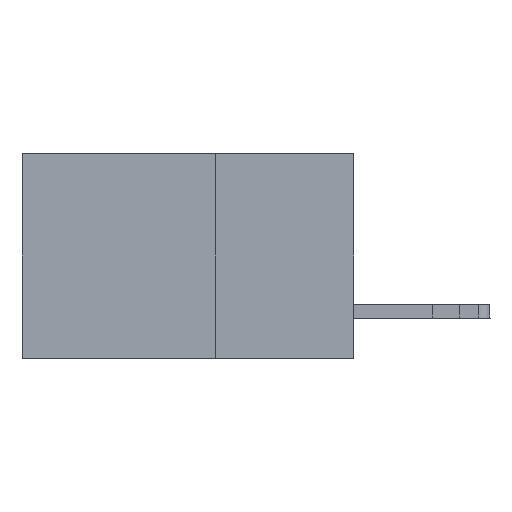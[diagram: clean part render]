
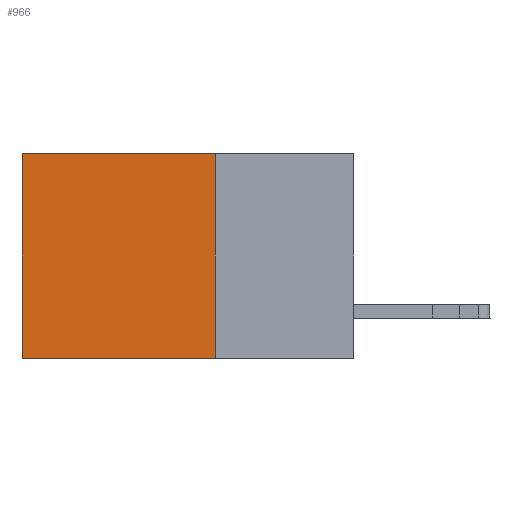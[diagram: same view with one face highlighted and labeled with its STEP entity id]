
A CAD part, left-side view. The second image highlights one B-rep face of the part: STEP entity #966.
In plain terms, the highlighted planar face has unit normal (-1, 0, 0).
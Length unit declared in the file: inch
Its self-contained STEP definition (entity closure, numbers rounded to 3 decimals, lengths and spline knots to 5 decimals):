
#202 = CARTESIAN_POINT ( 'NONE',  ( 0.2875, 0.25, -0.37 ) ) ;
#966 = ADVANCED_FACE ( 'NONE', ( #9199 ), #6739, .F. ) ;
#1492 = EDGE_CURVE ( 'NONE', #7585, #9945, #17305, .T. ) ;
#2065 = DIRECTION ( 'NONE',  ( 0., 0., -1. ) ) ;
#3023 = AXIS2_PLACEMENT_3D ( 'NONE', #31359, #6582, #9042 ) ;
#3543 = DIRECTION ( 'NONE',  ( 0., 1., 0. ) ) ;
#3601 = VECTOR ( 'NONE', #2065, 39.37008 ) ;
#4506 = VERTEX_POINT ( 'NONE', #202 ) ;
#6582 = DIRECTION ( 'NONE',  ( 1., 0., 0. ) ) ;
#6739 = PLANE ( 'NONE',  #3023 ) ;
#7585 = VERTEX_POINT ( 'NONE', #19347 ) ;
#7705 = DIRECTION ( 'NONE',  ( 0., 1., 0. ) ) ;
#9042 = DIRECTION ( 'NONE',  ( 0., 0., -1. ) ) ;
#9199 = FACE_OUTER_BOUND ( 'NONE', #22430, .T. ) ;
#9303 = EDGE_CURVE ( 'NONE', #4506, #9945, #25497, .T. ) ;
#9801 = DIRECTION ( 'NONE',  ( 0., 0., -1. ) ) ;
#9945 = VERTEX_POINT ( 'NONE', #14143 ) ;
#10017 = VECTOR ( 'NONE', #7705, 39.37008 ) ;
#11510 = CARTESIAN_POINT ( 'NONE',  ( 0.2875, 0.25, 0. ) ) ;
#11565 = ORIENTED_EDGE ( 'NONE', *, *, #28483, .T. ) ;
#11678 = LINE ( 'NONE', #11510, #3601 ) ;
#14143 = CARTESIAN_POINT ( 'NONE',  ( 0.2875, 0.6, -0.37 ) ) ;
#15912 = LINE ( 'NONE', #25870, #31673 ) ;
#17305 = LINE ( 'NONE', #20083, #29046 ) ;
#19347 = CARTESIAN_POINT ( 'NONE',  ( 0.2875, 0.6, 0. ) ) ;
#20083 = CARTESIAN_POINT ( 'NONE',  ( 0.2875, 0.6, 0. ) ) ;
#21197 = ORIENTED_EDGE ( 'NONE', *, *, #28515, .F. ) ;
#22430 = EDGE_LOOP ( 'NONE', ( #31393, #31098, #21197, #11565 ) ) ;
#25497 = LINE ( 'NONE', #28244, #10017 ) ;
#25870 = CARTESIAN_POINT ( 'NONE',  ( 0.2875, 0.25, 0. ) ) ;
#28188 = VERTEX_POINT ( 'NONE', #29281 ) ;
#28244 = CARTESIAN_POINT ( 'NONE',  ( 0.2875, 0.25, -0.37 ) ) ;
#28483 = EDGE_CURVE ( 'NONE', #28188, #7585, #15912, .T. ) ;
#28515 = EDGE_CURVE ( 'NONE', #28188, #4506, #11678, .T. ) ;
#29046 = VECTOR ( 'NONE', #9801, 39.37008 ) ;
#29281 = CARTESIAN_POINT ( 'NONE',  ( 0.2875, 0.25, 0. ) ) ;
#31098 = ORIENTED_EDGE ( 'NONE', *, *, #9303, .F. ) ;
#31359 = CARTESIAN_POINT ( 'NONE',  ( 0.2875, 0.25, 0. ) ) ;
#31393 = ORIENTED_EDGE ( 'NONE', *, *, #1492, .T. ) ;
#31673 = VECTOR ( 'NONE', #3543, 39.37008 ) ;
